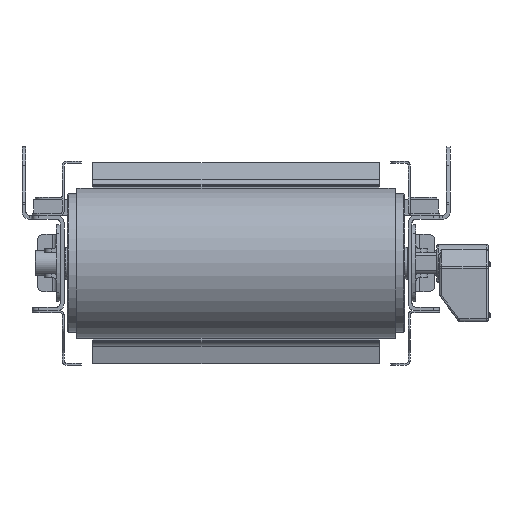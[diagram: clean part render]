
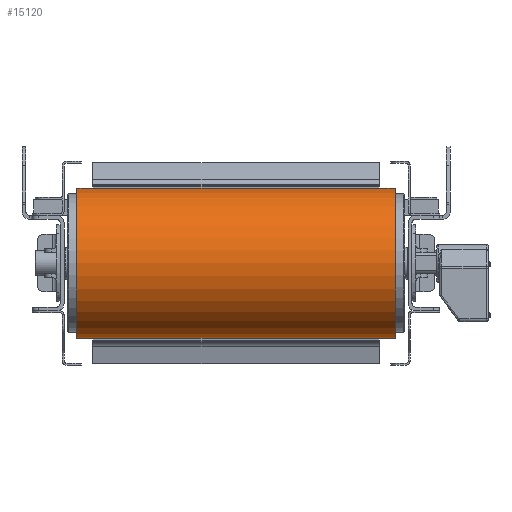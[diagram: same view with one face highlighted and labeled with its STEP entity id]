
A CAD part, left-side view. The second image highlights one B-rep face of the part: STEP entity #15120.
In plain terms, the highlighted cylindrical face has radius 117.75 mm (diameter 235.5 mm), a partial arc.
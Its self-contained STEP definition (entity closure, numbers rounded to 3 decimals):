
#1232=FACE_OUTER_BOUND('',#2086,.T.);
#2086=EDGE_LOOP('',(#12470,#12471,#12472,#12473,#12474,#12475,#12476,#12477));
#2760=CIRCLE('',#16315,117.75);
#2763=CIRCLE('',#16319,117.75);
#3777=LINE('',#25101,#5076);
#3864=LINE('',#25324,#5163);
#3866=LINE('',#25326,#5165);
#3904=LINE('',#25429,#5203);
#4011=LINE('',#25701,#5310);
#4012=LINE('',#25702,#5311);
#5076=VECTOR('',#19730,10.);
#5163=VECTOR('',#19945,10.);
#5165=VECTOR('',#19947,10.);
#5203=VECTOR('',#20039,10.);
#5310=VECTOR('',#20308,10.);
#5311=VECTOR('',#20309,10.);
#6495=VERTEX_POINT('',#25008);
#6496=VERTEX_POINT('',#25009);
#6501=VERTEX_POINT('',#25020);
#6502=VERTEX_POINT('',#25022);
#6527=VERTEX_POINT('',#25099);
#6528=VERTEX_POINT('',#25100);
#6628=VERTEX_POINT('',#25406);
#6638=VERTEX_POINT('',#25428);
#8360=EDGE_CURVE('',#6495,#6496,#2760,.T.);
#8366=EDGE_CURVE('',#6502,#6501,#2763,.T.);
#8404=EDGE_CURVE('',#6527,#6528,#3777,.T.);
#8515=EDGE_CURVE('',#6496,#6527,#3864,.T.);
#8517=EDGE_CURVE('',#6528,#6502,#3866,.T.);
#8567=EDGE_CURVE('',#6628,#6638,#3904,.T.);
#8702=EDGE_CURVE('',#6638,#6501,#4011,.T.);
#8703=EDGE_CURVE('',#6495,#6628,#4012,.T.);
#12470=ORIENTED_EDGE('',*,*,#8366,.T.);
#12471=ORIENTED_EDGE('',*,*,#8702,.F.);
#12472=ORIENTED_EDGE('',*,*,#8567,.F.);
#12473=ORIENTED_EDGE('',*,*,#8703,.F.);
#12474=ORIENTED_EDGE('',*,*,#8360,.T.);
#12475=ORIENTED_EDGE('',*,*,#8515,.T.);
#12476=ORIENTED_EDGE('',*,*,#8404,.T.);
#12477=ORIENTED_EDGE('',*,*,#8517,.T.);
#13616=CYLINDRICAL_SURFACE('',#16523,117.75);
#15120=ADVANCED_FACE('',(#1232),#13616,.T.);
#16315=AXIS2_PLACEMENT_3D('',#25010,#19634,#19635);
#16319=AXIS2_PLACEMENT_3D('',#25023,#19645,#19646);
#16523=AXIS2_PLACEMENT_3D('',#25700,#20306,#20307);
#19634=DIRECTION('center_axis',(0.,-1.,0.));
#19635=DIRECTION('ref_axis',(0.,0.,1.));
#19645=DIRECTION('center_axis',(0.,1.,0.));
#19646=DIRECTION('ref_axis',(0.,0.,1.));
#19730=DIRECTION('',(0.,-1.,0.));
#19945=DIRECTION('',(0.,-1.,0.));
#19947=DIRECTION('',(0.,-1.,0.));
#20039=DIRECTION('',(0.,-1.,0.));
#20306=DIRECTION('center_axis',(0.,-1.,0.));
#20307=DIRECTION('ref_axis',(0.,0.,1.));
#20308=DIRECTION('',(0.,-1.,0.));
#20309=DIRECTION('',(0.,-1.,0.));
#25008=CARTESIAN_POINT('',(-700.,250.,17.5));
#25009=CARTESIAN_POINT('',(-700.,250.,-218.));
#25010=CARTESIAN_POINT('Origin',(-700.,250.,-100.25));
#25020=CARTESIAN_POINT('',(-700.,-250.,17.5));
#25022=CARTESIAN_POINT('',(-700.,-250.,-218.));
#25023=CARTESIAN_POINT('Origin',(-700.,-250.,-100.25));
#25099=CARTESIAN_POINT('',(-700.,225.,-218.));
#25100=CARTESIAN_POINT('',(-700.,-225.,-218.));
#25101=CARTESIAN_POINT('',(-700.,0.,-218.));
#25324=CARTESIAN_POINT('',(-700.,0.,-218.));
#25326=CARTESIAN_POINT('',(-700.,0.,-218.));
#25406=CARTESIAN_POINT('',(-700.,225.,17.5));
#25428=CARTESIAN_POINT('',(-700.,-225.,17.5));
#25429=CARTESIAN_POINT('',(-700.,0.,17.5));
#25700=CARTESIAN_POINT('Origin',(-700.,0.,-100.25));
#25701=CARTESIAN_POINT('',(-700.,0.,17.5));
#25702=CARTESIAN_POINT('',(-700.,0.,17.5));
